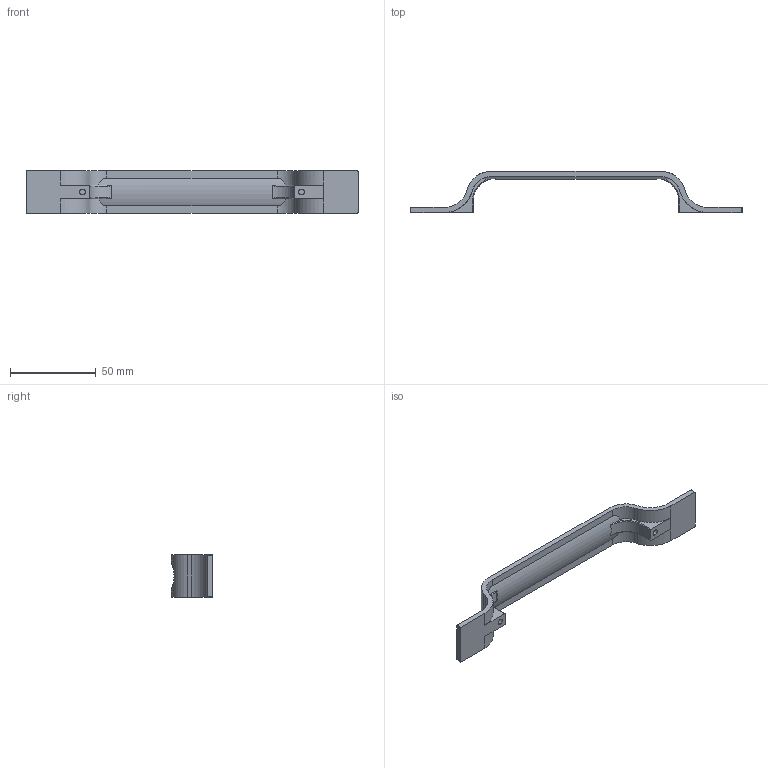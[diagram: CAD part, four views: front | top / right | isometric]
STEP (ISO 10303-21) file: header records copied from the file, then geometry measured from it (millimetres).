
FILE_DESCRIPTION (( 'STEP AP214' ), '1' );
FILE_NAME ('F003213,F003214_3D.step', '2022-08-15T13:04:30', ( '' ), ( '' ), 'SwSTEP 2.0', 'SolidWorks 2020', '' );
FILE_SCHEMA (( 'AUTOMOTIVE_DESIGN' ));
Length unit declared in the file: millimetre
Products named in the file (1): F003213,F003214_3D
Bounding box: 194 x 24 x 25 mm (x, y, z)
Volume: 17380.2 mm3; surface area: 12717.8 mm2
Topology: 1 solids, 1 shells, 63 faces, 173 edges, 114 vertices
Faces by surface type: cylinder 30, plane 29, bspline 4
Entity records: 2740 total; most frequent: CARTESIAN_POINT 1168, ORIENTED_EDGE 346, DIRECTION 288, EDGE_CURVE 173, VERTEX_POINT 114, AXIS2_PLACEMENT_3D 96, VECTOR 96, LINE 96
